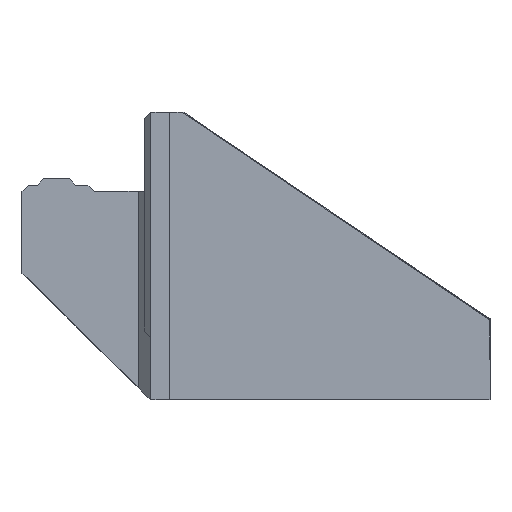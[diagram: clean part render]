
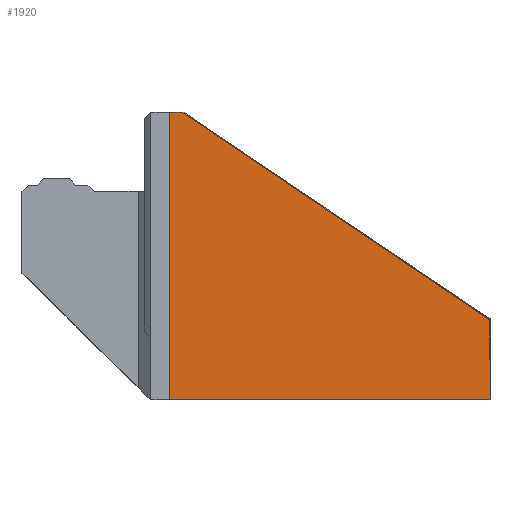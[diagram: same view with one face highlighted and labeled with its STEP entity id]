
A CAD part, front view. The second image highlights one B-rep face of the part: STEP entity #1920.
In plain terms, the highlighted planar face has unit normal (0, -1, 0).
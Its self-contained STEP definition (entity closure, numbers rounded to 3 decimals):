
#143=FACE_OUTER_BOUND('',#250,.T.);
#250=EDGE_LOOP('',(#1360,#1361,#1362,#1363,#1364));
#415=LINE('',#2864,#636);
#416=LINE('',#2866,#637);
#417=LINE('',#2868,#638);
#418=LINE('',#2870,#639);
#419=LINE('',#2871,#640);
#636=VECTOR('',#2295,10.);
#637=VECTOR('',#2296,10.);
#638=VECTOR('',#2297,10.);
#639=VECTOR('',#2298,10.);
#640=VECTOR('',#2299,10.);
#854=VERTEX_POINT('',#2862);
#855=VERTEX_POINT('',#2863);
#856=VERTEX_POINT('',#2865);
#857=VERTEX_POINT('',#2867);
#858=VERTEX_POINT('',#2869);
#1052=EDGE_CURVE('',#854,#855,#415,.T.);
#1053=EDGE_CURVE('',#856,#854,#416,.T.);
#1054=EDGE_CURVE('',#857,#856,#417,.T.);
#1055=EDGE_CURVE('',#858,#857,#418,.T.);
#1056=EDGE_CURVE('',#855,#858,#419,.T.);
#1360=ORIENTED_EDGE('',*,*,#1052,.F.);
#1361=ORIENTED_EDGE('',*,*,#1053,.F.);
#1362=ORIENTED_EDGE('',*,*,#1054,.F.);
#1363=ORIENTED_EDGE('',*,*,#1055,.F.);
#1364=ORIENTED_EDGE('',*,*,#1056,.F.);
#1841=PLANE('',#2053);
#1920=ADVANCED_FACE('',(#143),#1841,.F.);
#2053=AXIS2_PLACEMENT_3D('',#2861,#2293,#2294);
#2293=DIRECTION('center_axis',(0.,1.,0.));
#2294=DIRECTION('ref_axis',(0.,0.,1.));
#2295=DIRECTION('',(0.829,0.,-0.559));
#2296=DIRECTION('',(1.,0.,0.));
#2297=DIRECTION('',(0.,0.,1.));
#2298=DIRECTION('',(-1.,0.,0.));
#2299=DIRECTION('',(0.,0.,-1.));
#2861=CARTESIAN_POINT('Origin',(-20.001,-12.196,11.));
#2862=CARTESIAN_POINT('',(-42.001,-12.196,30.8));
#2863=CARTESIAN_POINT('',(6.999,-12.196,-2.222));
#2864=CARTESIAN_POINT('',(-7.733,-12.196,7.706));
#2865=CARTESIAN_POINT('',(-44.001,-12.196,30.8));
#2866=CARTESIAN_POINT('',(-33.501,-12.196,30.8));
#2867=CARTESIAN_POINT('',(-44.001,-12.196,-14.92));
#2868=CARTESIAN_POINT('',(-44.001,-12.196,-522.775));
#2869=CARTESIAN_POINT('',(6.999,-12.196,-14.92));
#2870=CARTESIAN_POINT('',(-20.751,-12.196,-14.92));
#2871=CARTESIAN_POINT('',(6.999,-12.196,-3.42));
